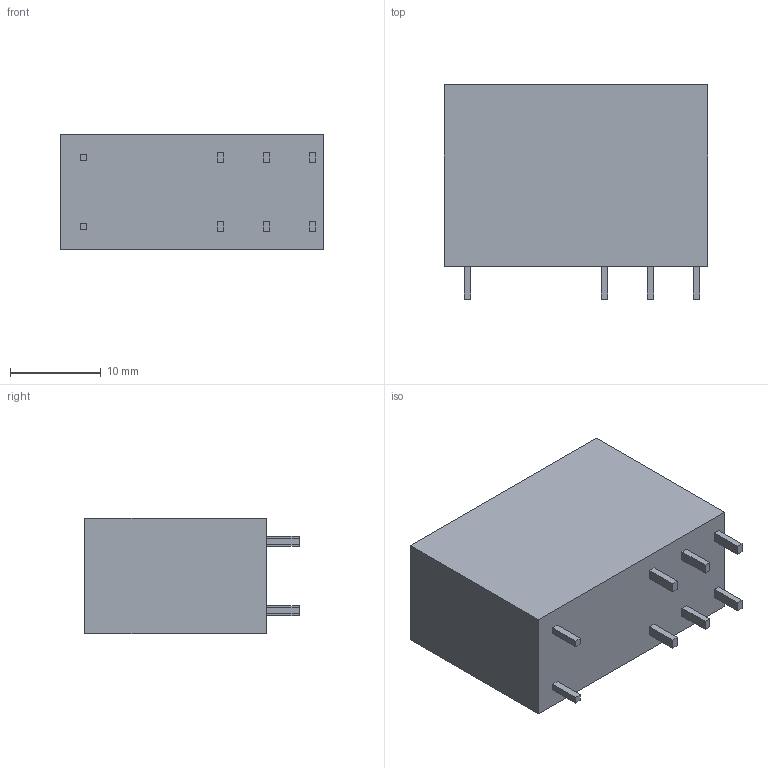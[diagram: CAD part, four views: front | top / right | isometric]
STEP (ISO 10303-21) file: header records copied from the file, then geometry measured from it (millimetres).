
FILE_DESCRIPTION (( 'STEP AP214' ), '1' );
FILE_NAME ('RMP84-RMP85.STEP', '2016-11-16T12:03:24', ( '' ), ( '' ), 'SwSTEP 2.0', 'SolidWorks 2016', '' );
FILE_SCHEMA (( 'AUTOMOTIVE_DESIGN' ));
Length unit declared in the file: millimetre
Products named in the file (2): RMP8485; RMP84-RMP85
Assembly tree (1 placements, depth 2):
  RMP84-RMP85
    RMP8485
Bounding box: 29 x 23.6 x 12.7 mm (x, y, z)
Volume: 7378 mm3; surface area: 2507.7 mm2
Topology: 1 solids, 1 shells, 51 faces, 120 edges, 80 vertices
Faces by surface type: plane 51
Entity records: 2061 total; most frequent: CARTESIAN_POINT 255, ORIENTED_EDGE 240, DIRECTION 230, VECTOR 120, LINE 120, EDGE_CURVE 120, VERTEX_POINT 80, EDGE_LOOP 60
